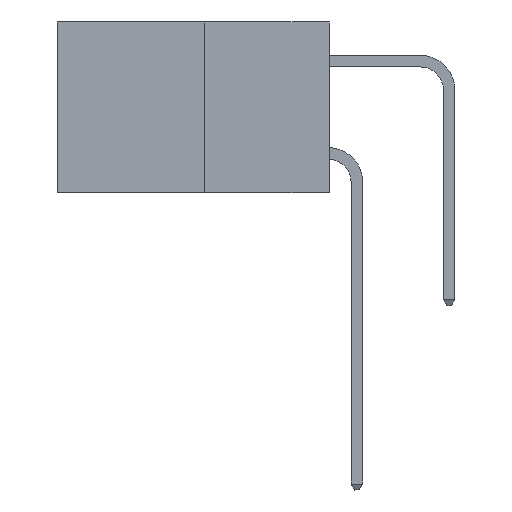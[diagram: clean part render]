
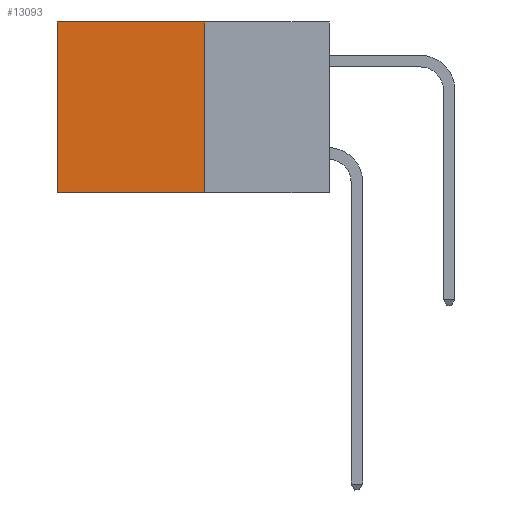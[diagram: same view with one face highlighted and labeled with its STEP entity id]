
A CAD part, left-side view. The second image highlights one B-rep face of the part: STEP entity #13093.
In plain terms, the highlighted planar face has unit normal (-1, 0, 0).
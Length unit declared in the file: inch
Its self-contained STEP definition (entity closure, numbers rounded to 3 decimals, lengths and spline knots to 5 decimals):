
#161 = EDGE_CURVE ( 'NONE', #16528, #21506, #16849, .T. ) ;
#275 = CARTESIAN_POINT ( 'NONE',  ( 0.277, 0.27, -0.37 ) ) ;
#286 = LINE ( 'NONE', #275, #26193 ) ;
#1967 = FACE_OUTER_BOUND ( 'NONE', #6280, .T. ) ;
#5565 = PLANE ( 'NONE',  #22697 ) ;
#5787 = CARTESIAN_POINT ( 'NONE',  ( 0.277, 0.27, -0.37 ) ) ;
#6280 = EDGE_LOOP ( 'NONE', ( #28969, #26166, #12803, #10581 ) ) ;
#7429 = DIRECTION ( 'NONE',  ( 0., 1., 0. ) ) ;
#8141 = DIRECTION ( 'NONE',  ( 0., 0., -1. ) ) ;
#8626 = EDGE_CURVE ( 'NONE', #33334, #21506, #30156, .T. ) ;
#9457 = EDGE_CURVE ( 'NONE', #32719, #33334, #17170, .T. ) ;
#9968 = VECTOR ( 'NONE', #7429, 39.37008 ) ;
#10270 = VECTOR ( 'NONE', #23821, 39.37008 ) ;
#10581 = ORIENTED_EDGE ( 'NONE', *, *, #9457, .T. ) ;
#11143 = DIRECTION ( 'NONE',  ( 0., 0., -1. ) ) ;
#11862 = CARTESIAN_POINT ( 'NONE',  ( 0.277, 0.59, -0.37 ) ) ;
#11875 = CARTESIAN_POINT ( 'NONE',  ( 0.277, 0.27, -0.37 ) ) ;
#11925 = CARTESIAN_POINT ( 'NONE',  ( 0.277, 0.59, -0.37 ) ) ;
#12803 = ORIENTED_EDGE ( 'NONE', *, *, #18683, .F. ) ;
#13093 = ADVANCED_FACE ( 'NONE', ( #1967 ), #5565, .F. ) ;
#13275 = CARTESIAN_POINT ( 'NONE',  ( 0.277, 0.27, -0.37 ) ) ;
#13906 = CARTESIAN_POINT ( 'NONE',  ( 0.277, 0.27, 0. ) ) ;
#14004 = VECTOR ( 'NONE', #11143, 39.37008 ) ;
#14044 = CARTESIAN_POINT ( 'NONE',  ( 0.277, 0.59, 0. ) ) ;
#16528 = VERTEX_POINT ( 'NONE', #5787 ) ;
#16849 = LINE ( 'NONE', #11875, #9968 ) ;
#17170 = LINE ( 'NONE', #24209, #10270 ) ;
#18403 = DIRECTION ( 'NONE',  ( 0., 0., -1. ) ) ;
#18683 = EDGE_CURVE ( 'NONE', #32719, #16528, #286, .T. ) ;
#21506 = VERTEX_POINT ( 'NONE', #11925 ) ;
#22697 = AXIS2_PLACEMENT_3D ( 'NONE', #13275, #23645, #8141 ) ;
#23645 = DIRECTION ( 'NONE',  ( 1., 0., 0. ) ) ;
#23821 = DIRECTION ( 'NONE',  ( 0., 1., 0. ) ) ;
#24209 = CARTESIAN_POINT ( 'NONE',  ( 0.277, 0.27, 0. ) ) ;
#26166 = ORIENTED_EDGE ( 'NONE', *, *, #161, .F. ) ;
#26193 = VECTOR ( 'NONE', #18403, 39.37008 ) ;
#28969 = ORIENTED_EDGE ( 'NONE', *, *, #8626, .T. ) ;
#30156 = LINE ( 'NONE', #11862, #14004 ) ;
#32719 = VERTEX_POINT ( 'NONE', #13906 ) ;
#33334 = VERTEX_POINT ( 'NONE', #14044 ) ;
